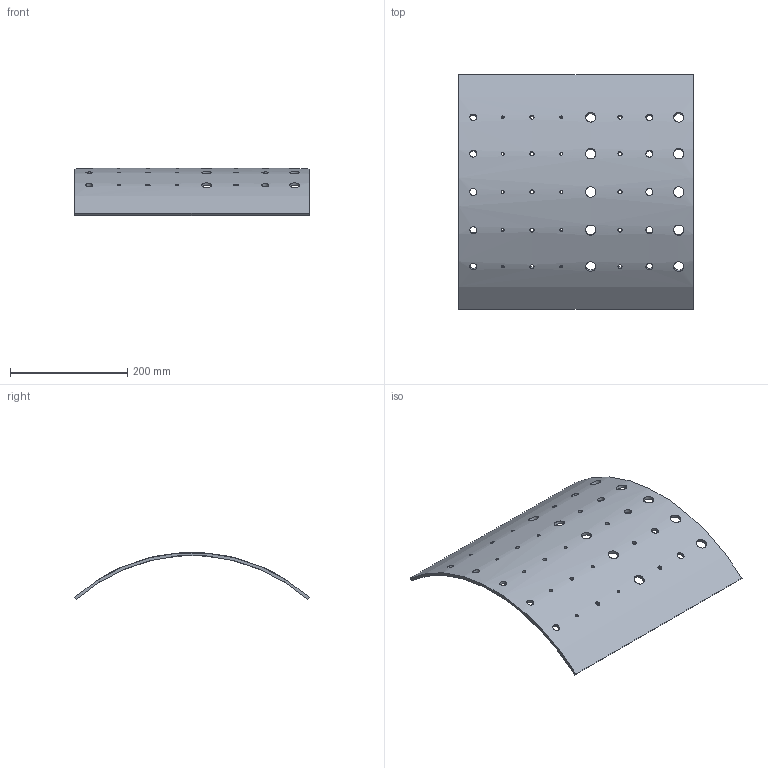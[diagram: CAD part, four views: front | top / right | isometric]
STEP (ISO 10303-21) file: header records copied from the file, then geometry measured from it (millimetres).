
FILE_DESCRIPTION(('CATIA V5 STEP Exchange'),'2;1');
FILE_NAME('Plaque_2.stp','2021-10-28T10:43:56+00:00',('none'),('none'),'CATIA Version 5 Release 21 SP 2 (IN-10)','CATIA V5 STEP AP203','none');
FILE_SCHEMA(('CONFIG_CONTROL_DESIGN'));
Length unit declared in the file: millimetre
Products named in the file (1): Plaque_2
Bounding box: 400 x 400 x 80.12 mm (x, y, z)
Volume: 847090 mm3; surface area: 353776.2 mm2
Topology: 1 solids, 1 shells, 86 faces, 253 edges, 175 vertices
Faces by surface type: cylinder 82, plane 4
Entity records: 4618 total; most frequent: CARTESIAN_POINT 2596, ORIENTED_EDGE 504, EDGE_CURVE 252, DIRECTION 187, VERTEX_POINT 168, EDGE_LOOP 166, B_SPLINE_CURVE_WITH_KNOTS 160, VECTOR 88
